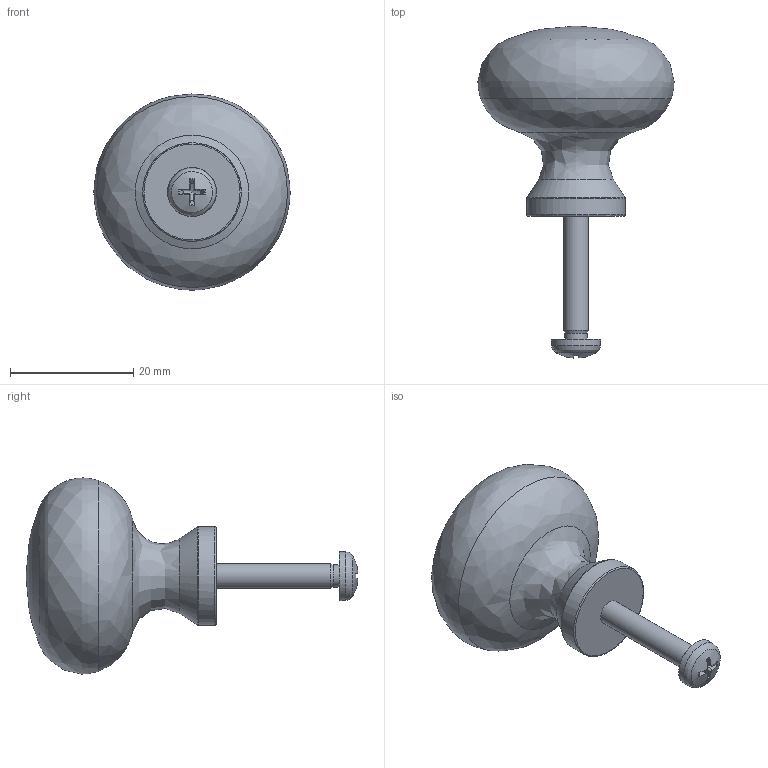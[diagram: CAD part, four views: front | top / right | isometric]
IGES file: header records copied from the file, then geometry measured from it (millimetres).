
Global section: file name: P788-C; native system: Autodesk Inventor 2018; preprocessor: unknown; author: ashami; date: 20180829.150553; units: millimetre
Bounding box: 31.87 x 53.94 x 31.87 mm (x, y, z)
Volume: 12756.9 mm3; surface area: 3990.1 mm2
Topology: 2 solids, 2 shells, 42 faces, 121 edges, 84 vertices
Faces by surface type: bspline 42
